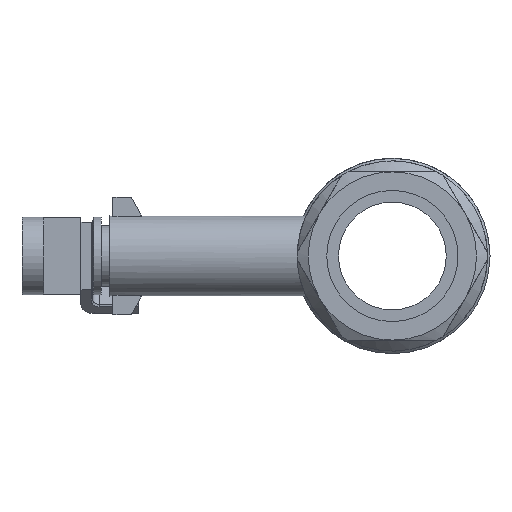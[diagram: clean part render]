
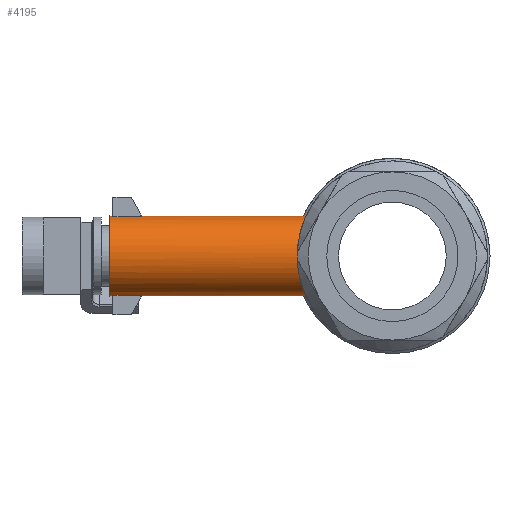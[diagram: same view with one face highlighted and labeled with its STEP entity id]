
A CAD part, front view. The second image highlights one B-rep face of the part: STEP entity #4195.
In plain terms, the highlighted cylindrical face has radius 12 mm (diameter 24 mm), a full revolution.
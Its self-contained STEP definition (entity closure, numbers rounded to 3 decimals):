
#18=ELLIPSE('',#4501,13.591,12.);
#19=ELLIPSE('',#4504,13.591,12.);
#72=B_SPLINE_CURVE_WITH_KNOTS('',3,(#5893,#5894,#5895,#5896,#5897,#5898,
#5899,#5900,#5901,#5902,#5903,#5904,#5905,#5906,#5907,#5908,#5909,#5910,
#5911),.UNSPECIFIED.,.F.,.F.,(4,1,1,1,1,1,1,1,1,1,1,1,1,1,1,1,4),(0.064,
0.068,0.072,0.076,0.079,
0.083,0.087,0.091,0.095,
0.099,0.103,0.106,0.11,
0.114,0.118,0.122,0.126),
 .UNSPECIFIED.);
#73=B_SPLINE_CURVE_WITH_KNOTS('',3,(#5918,#5919,#5920,#5921,#5922,#5923),
 .UNSPECIFIED.,.F.,.F.,(4,1,1,4),(0.051,0.054,
0.057,0.062),.UNSPECIFIED.);
#74=B_SPLINE_CURVE_WITH_KNOTS('',3,(#5928,#5929,#5930,#5931),
 .UNSPECIFIED.,.F.,.F.,(4,4),(0.,0.002),
 .UNSPECIFIED.);
#75=B_SPLINE_CURVE_WITH_KNOTS('',3,(#5932,#5933,#5934,#5935),
 .UNSPECIFIED.,.F.,.F.,(4,4),(0.,0.002),
 .UNSPECIFIED.);
#342=LINE('',#6185,#551);
#343=LINE('',#6191,#552);
#344=LINE('',#6194,#553);
#345=LINE('',#6200,#554);
#551=VECTOR('',#5101,1000.);
#552=VECTOR('',#5106,1000.);
#553=VECTOR('',#5109,1000.);
#554=VECTOR('',#5114,1000.);
#1042=ORIENTED_EDGE('',*,*,#1734,.F.);
#1043=ORIENTED_EDGE('',*,*,#1618,.T.);
#1044=ORIENTED_EDGE('',*,*,#1735,.T.);
#1045=ORIENTED_EDGE('',*,*,#1736,.T.);
#1046=ORIENTED_EDGE('',*,*,#1737,.F.);
#1047=ORIENTED_EDGE('',*,*,#1738,.F.);
#1048=ORIENTED_EDGE('',*,*,#1739,.F.);
#1049=ORIENTED_EDGE('',*,*,#1615,.T.);
#1050=ORIENTED_EDGE('',*,*,#1740,.T.);
#1051=ORIENTED_EDGE('',*,*,#1741,.T.);
#1052=ORIENTED_EDGE('',*,*,#1742,.F.);
#1053=ORIENTED_EDGE('',*,*,#1743,.F.);
#1054=ORIENTED_EDGE('',*,*,#1642,.F.);
#1055=ORIENTED_EDGE('',*,*,#1640,.T.);
#1056=ORIENTED_EDGE('',*,*,#1643,.F.);
#1057=ORIENTED_EDGE('',*,*,#1637,.T.);
#1058=ORIENTED_EDGE('',*,*,#1744,.F.);
#1615=EDGE_CURVE('',#2026,#2028,#2309,.T.);
#1618=EDGE_CURVE('',#2029,#2031,#2310,.T.);
#1637=EDGE_CURVE('',#2050,#2051,#72,.T.);
#1640=EDGE_CURVE('',#2053,#2054,#73,.T.);
#1642=EDGE_CURVE('',#2053,#2051,#74,.T.);
#1643=EDGE_CURVE('',#2050,#2054,#75,.T.);
#1734=EDGE_CURVE('',#2029,#2107,#342,.F.);
#1735=EDGE_CURVE('',#2031,#2108,#18,.T.);
#1736=EDGE_CURVE('',#2108,#2109,#2348,.T.);
#1737=EDGE_CURVE('',#2110,#2109,#343,.T.);
#1738=EDGE_CURVE('',#2107,#2110,#2349,.T.);
#1739=EDGE_CURVE('',#2026,#2111,#344,.F.);
#1740=EDGE_CURVE('',#2028,#2112,#19,.T.);
#1741=EDGE_CURVE('',#2112,#2113,#2350,.T.);
#1742=EDGE_CURVE('',#2114,#2113,#345,.T.);
#1743=EDGE_CURVE('',#2111,#2114,#2351,.T.);
#1744=EDGE_CURVE('',#2115,#2115,#2352,.T.);
#2026=VERTEX_POINT('',#5843);
#2028=VERTEX_POINT('',#5846);
#2029=VERTEX_POINT('',#5850);
#2031=VERTEX_POINT('',#5853);
#2050=VERTEX_POINT('',#5912);
#2051=VERTEX_POINT('',#5913);
#2053=VERTEX_POINT('',#5924);
#2054=VERTEX_POINT('',#5925);
#2107=VERTEX_POINT('',#6186);
#2108=VERTEX_POINT('',#6188);
#2109=VERTEX_POINT('',#6190);
#2110=VERTEX_POINT('',#6192);
#2111=VERTEX_POINT('',#6195);
#2112=VERTEX_POINT('',#6197);
#2113=VERTEX_POINT('',#6199);
#2114=VERTEX_POINT('',#6201);
#2115=VERTEX_POINT('',#6204);
#2309=CIRCLE('',#4416,12.);
#2310=CIRCLE('',#4418,12.);
#2348=CIRCLE('',#4502,12.);
#2349=CIRCLE('',#4503,12.);
#2350=CIRCLE('',#4505,12.);
#2351=CIRCLE('',#4506,12.);
#2352=CIRCLE('',#4507,12.);
#2534=EDGE_LOOP('',(#1042,#1043,#1044,#1045,#1046,#1047));
#2535=EDGE_LOOP('',(#1048,#1049,#1050,#1051,#1052,#1053));
#2536=EDGE_LOOP('',(#1054,#1055,#1056,#1057));
#2537=EDGE_LOOP('',(#1058));
#2800=FACE_BOUND('',#2534,.T.);
#2801=FACE_BOUND('',#2535,.T.);
#2802=FACE_BOUND('',#2536,.T.);
#2803=FACE_BOUND('',#2537,.T.);
#2987=CYLINDRICAL_SURFACE('',#4500,12.);
#4195=ADVANCED_FACE('',(#2800,#2801,#2802,#2803),#2987,.T.);
#4416=AXIS2_PLACEMENT_3D('',#5847,#4877,#4878);
#4418=AXIS2_PLACEMENT_3D('',#5854,#4883,#4884);
#4500=AXIS2_PLACEMENT_3D('',#6184,#5099,#5100);
#4501=AXIS2_PLACEMENT_3D('',#6187,#5102,#5103);
#4502=AXIS2_PLACEMENT_3D('',#6189,#5104,#5105);
#4503=AXIS2_PLACEMENT_3D('',#6193,#5107,#5108);
#4504=AXIS2_PLACEMENT_3D('',#6196,#5110,#5111);
#4505=AXIS2_PLACEMENT_3D('',#6198,#5112,#5113);
#4506=AXIS2_PLACEMENT_3D('',#6202,#5115,#5116);
#4507=AXIS2_PLACEMENT_3D('',#6203,#5117,#5118);
#4877=DIRECTION('',(1.,0.,0.));
#4878=DIRECTION('',(0.,0.,-1.));
#4883=DIRECTION('',(1.,0.,0.));
#4884=DIRECTION('',(0.,0.,-1.));
#5099=DIRECTION('',(1.,0.,0.));
#5100=DIRECTION('',(0.,0.,-1.));
#5101=DIRECTION('',(1.,0.,0.));
#5102=DIRECTION('',(0.883,0.,0.469));
#5103=DIRECTION('',(0.469,0.,-0.883));
#5104=DIRECTION('',(1.,0.,0.));
#5105=DIRECTION('',(0.,0.,-1.));
#5106=DIRECTION('',(1.,0.,0.));
#5107=DIRECTION('',(1.,0.,0.));
#5108=DIRECTION('',(0.,0.,-1.));
#5109=DIRECTION('',(1.,0.,0.));
#5110=DIRECTION('',(0.883,0.,-0.469));
#5111=DIRECTION('',(0.469,0.,0.883));
#5112=DIRECTION('',(1.,0.,0.));
#5113=DIRECTION('',(0.,0.,-1.));
#5114=DIRECTION('',(1.,0.,0.));
#5115=DIRECTION('',(1.,0.,0.));
#5116=DIRECTION('',(0.,0.,-1.));
#5117=DIRECTION('',(-1.,0.,0.));
#5118=DIRECTION('',(0.,1.,0.));
#5843=CARTESIAN_POINT('',(-74.5,-3.,-11.619));
#5846=CARTESIAN_POINT('',(-74.5,-1.842,-11.858));
#5847=CARTESIAN_POINT('',(-74.5,0.,0.));
#5850=CARTESIAN_POINT('',(-74.5,3.,11.619));
#5853=CARTESIAN_POINT('',(-74.5,1.842,11.858));
#5854=CARTESIAN_POINT('',(-74.5,0.,0.));
#5893=CARTESIAN_POINT('',(-27.46,10.,-6.633));
#5894=CARTESIAN_POINT('',(-27.205,9.298,-7.691));
#5895=CARTESIAN_POINT('',(-26.618,7.563,-9.574));
#5896=CARTESIAN_POINT('',(-25.834,4.202,-11.46));
#5897=CARTESIAN_POINT('',(-25.474,0.35,-12.208));
#5898=CARTESIAN_POINT('',(-25.731,-3.554,-11.68));
#5899=CARTESIAN_POINT('',(-26.466,-7.029,-9.973));
#5900=CARTESIAN_POINT('',(-27.351,-9.773,-7.303));
#5901=CARTESIAN_POINT('',(-28.064,-11.572,-3.887));
#5902=CARTESIAN_POINT('',(-28.342,-12.213,-0.009));
#5903=CARTESIAN_POINT('',(-28.066,-11.577,3.877));
#5904=CARTESIAN_POINT('',(-27.351,-9.772,7.307));
#5905=CARTESIAN_POINT('',(-26.465,-7.025,9.975));
#5906=CARTESIAN_POINT('',(-25.732,-3.56,11.677));
#5907=CARTESIAN_POINT('',(-25.474,0.34,12.208));
#5908=CARTESIAN_POINT('',(-25.833,4.202,11.461));
#5909=CARTESIAN_POINT('',(-26.619,7.567,9.571));
#5910=CARTESIAN_POINT('',(-27.205,9.3,7.688));
#5911=CARTESIAN_POINT('',(-27.46,10.,6.633));
#5912=CARTESIAN_POINT('',(-27.46,10.,-6.633));
#5913=CARTESIAN_POINT('',(-27.46,10.,6.633));
#5918=CARTESIAN_POINT('',(-28.505,10.75,5.333));
#5919=CARTESIAN_POINT('',(-28.66,11.159,4.508));
#5920=CARTESIAN_POINT('',(-28.908,11.78,2.792));
#5921=CARTESIAN_POINT('',(-29.093,12.22,-0.935));
#5922=CARTESIAN_POINT('',(-28.812,11.564,-3.692));
#5923=CARTESIAN_POINT('',(-28.505,10.75,-5.333));
#5924=CARTESIAN_POINT('',(-28.505,10.75,5.333));
#5925=CARTESIAN_POINT('',(-28.505,10.75,-5.333));
#5928=CARTESIAN_POINT('',(-28.505,10.75,5.333));
#5929=CARTESIAN_POINT('',(-28.183,10.519,5.798));
#5930=CARTESIAN_POINT('',(-27.833,10.268,6.23));
#5931=CARTESIAN_POINT('',(-27.46,10.,6.633));
#5932=CARTESIAN_POINT('',(-27.46,10.,-6.633));
#5933=CARTESIAN_POINT('',(-27.833,10.268,-6.23));
#5934=CARTESIAN_POINT('',(-28.183,10.519,-5.798));
#5935=CARTESIAN_POINT('',(-28.505,10.75,-5.333));
#6184=CARTESIAN_POINT('',(-84.,0.,0.));
#6185=CARTESIAN_POINT('',(-84.,3.,11.619));
#6186=CARTESIAN_POINT('',(-83.,3.,11.619));
#6187=CARTESIAN_POINT('',(-68.195,0.,0.));
#6188=CARTESIAN_POINT('',(-74.5,-1.842,11.858));
#6189=CARTESIAN_POINT('',(-74.5,0.,0.));
#6190=CARTESIAN_POINT('',(-74.5,-3.,11.619));
#6191=CARTESIAN_POINT('',(-84.,-3.,11.619));
#6192=CARTESIAN_POINT('',(-83.,-3.,11.619));
#6193=CARTESIAN_POINT('',(-83.,0.,0.));
#6194=CARTESIAN_POINT('',(-84.,-3.,-11.619));
#6195=CARTESIAN_POINT('',(-83.,-3.,-11.619));
#6196=CARTESIAN_POINT('',(-68.195,0.,0.));
#6197=CARTESIAN_POINT('',(-74.5,1.842,-11.858));
#6198=CARTESIAN_POINT('',(-74.5,0.,0.));
#6199=CARTESIAN_POINT('',(-74.5,3.,-11.619));
#6200=CARTESIAN_POINT('',(-84.,3.,-11.619));
#6201=CARTESIAN_POINT('',(-83.,3.,-11.619));
#6202=CARTESIAN_POINT('',(-83.,0.,0.));
#6203=CARTESIAN_POINT('',(-84.,0.,0.));
#6204=CARTESIAN_POINT('',(-84.,12.,0.));
